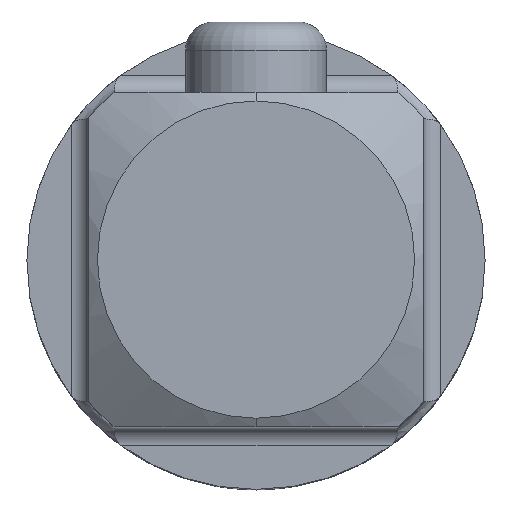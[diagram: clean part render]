
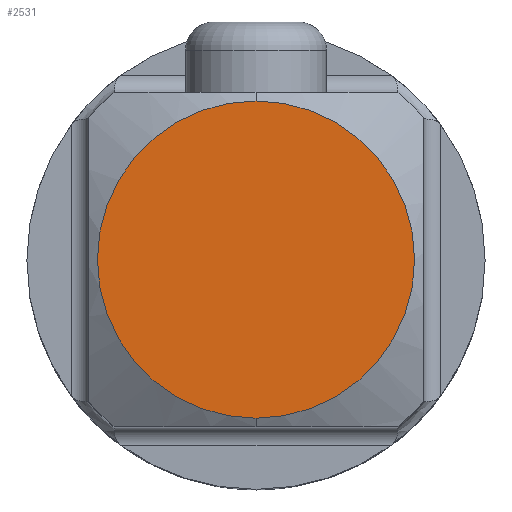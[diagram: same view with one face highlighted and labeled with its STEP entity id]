
A CAD part, top view. The second image highlights one B-rep face of the part: STEP entity #2531.
In plain terms, the highlighted planar face has unit normal (0, 0, 1).
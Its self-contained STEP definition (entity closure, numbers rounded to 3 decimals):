
#1295=CARTESIAN_POINT('',(0.,0.,22.));
#1296=DIRECTION('',(0.,0.,-1.));
#1297=DIRECTION('',(0.,1.,0.));
#1298=AXIS2_PLACEMENT_3D('',#1295,#1296,#1297);
#1303=CARTESIAN_POINT('',(0.,0.,22.));
#1304=DIRECTION('',(0.,0.,-1.));
#1305=DIRECTION('',(0.,-1.,0.));
#1306=AXIS2_PLACEMENT_3D('',#1303,#1304,#1305);
#1562=CARTESIAN_POINT('',(0.,4.5,22.));
#1563=CARTESIAN_POINT('',(0.,-4.5,22.));
#1564=VERTEX_POINT('',#1562);
#1565=VERTEX_POINT('',#1563);
#2521=CARTESIAN_POINT('',(0.,0.,22.));
#2522=DIRECTION('',(0.,0.,1.));
#2523=DIRECTION('',(0.,1.,0.));
#2524=AXIS2_PLACEMENT_3D('',#2521,#2522,#2523);
#2525=PLANE('',#2524);
#2526=ORIENTED_EDGE('',*,*,#2505,.T.);
#2528=ORIENTED_EDGE('',*,*,#2527,.T.);
#2529=EDGE_LOOP('',(#2526,#2528));
#2530=FACE_OUTER_BOUND('',#2529,.F.);
#2531=ADVANCED_FACE('',(#2530),#2525,.T.);
#1299=CIRCLE('',#1298,4.5);
#1307=CIRCLE('',#1306,4.5);
#2505=EDGE_CURVE('',#1564,#1565,#1299,.T.);
#2527=EDGE_CURVE('',#1565,#1564,#1307,.T.);
